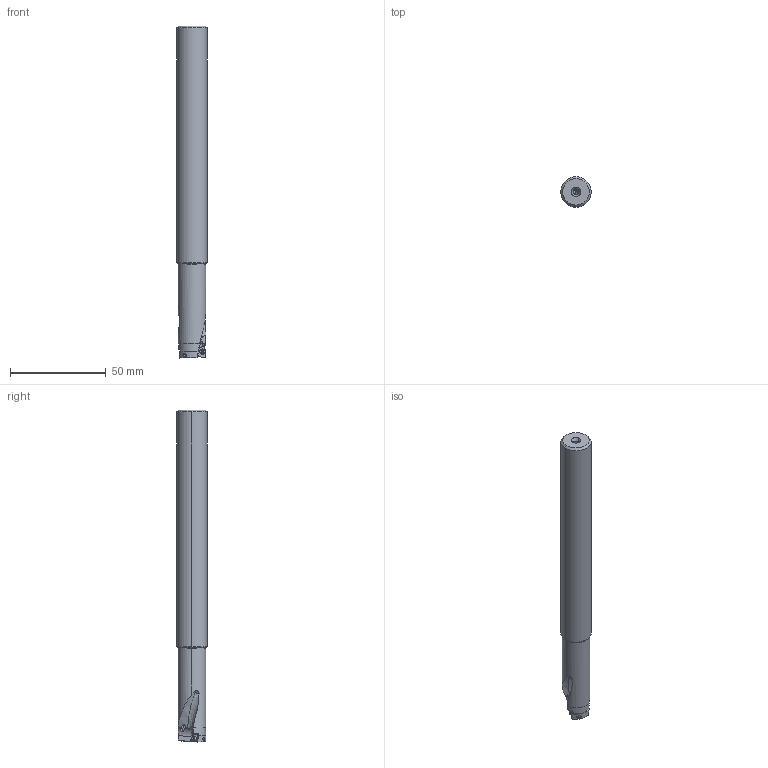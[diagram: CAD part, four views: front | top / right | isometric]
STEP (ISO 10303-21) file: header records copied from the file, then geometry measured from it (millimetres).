
FILE_DESCRIPTION(/* description */ (''),/* implementation_level */ '2;1');
FILE_NAME(/* name */ 'AQXUR102SA10L.stp',/* time_stamp */ '2021-09-08T11:42:27+09:00',/* author */ (''),/* organization */ (''),/* preprocessor_version */ 'ST-DEVELOPER v16',/* originating_system */ 'SIEMENS PLM Software NX 10.0',/* authorisation */ '');
FILE_SCHEMA (('AUTOMOTIVE_DESIGN { 1 0 10303 214 3 1 1 1 }'));
Length unit declared in the file: millimetre
Products named in the file (1): AQXUR102SA10L_ASM
Bounding box: 15.88 x 15.88 x 173.78 mm (x, y, z)
Volume: 30540.3 mm3; surface area: 10492 mm2
Topology: 3 solids, 3 shells, 187 faces, 556 edges, 383 vertices
Faces by surface type: cylinder 76, plane 56, cone 34, torus 8, sphere 8, bspline 5
Entity records: 8699 total; most frequent: CARTESIAN_POINT 3632, ORIENTED_EDGE 1096, DIRECTION 987, EDGE_CURVE 548, AXIS2_PLACEMENT_3D 411, VERTEX_POINT 368, EDGE_LOOP 196, ADVANCED_FACE 187
